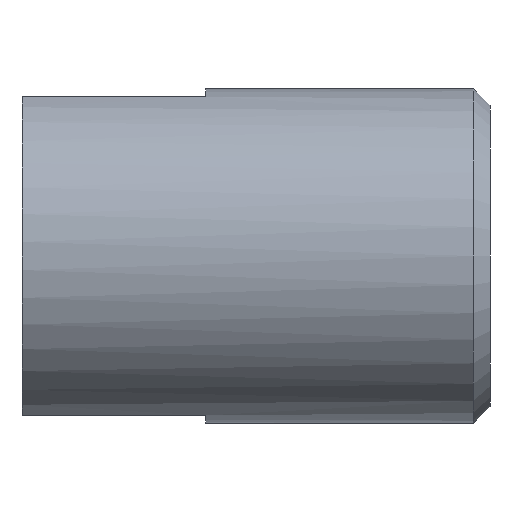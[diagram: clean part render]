
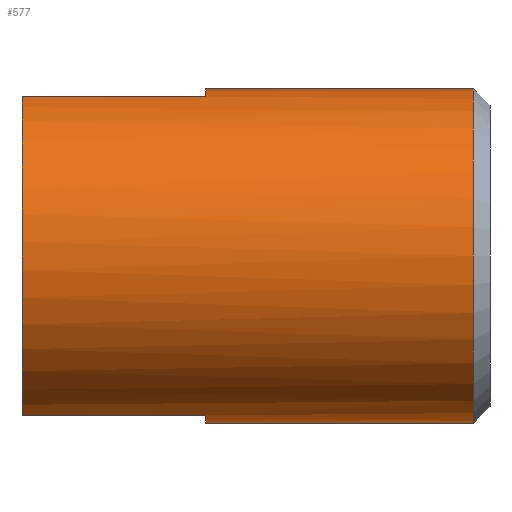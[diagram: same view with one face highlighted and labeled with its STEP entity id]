
A CAD part, left-side view. The second image highlights one B-rep face of the part: STEP entity #577.
In plain terms, the highlighted cylindrical face has radius 5 mm (diameter 10 mm), a partial arc.
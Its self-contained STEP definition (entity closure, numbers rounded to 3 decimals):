
#10 = CARTESIAN_POINT ( 'NONE',  ( -1.5, 1.5, -4.77 ) ) ;
#17 = DIRECTION ( 'NONE',  ( 0., 1., 0. ) ) ;
#18 = CARTESIAN_POINT ( 'NONE',  ( 0., 7., -5. ) ) ;
#31 = VERTEX_POINT ( 'NONE', #433 ) ;
#50 = DIRECTION ( 'NONE',  ( 0., -1., 0. ) ) ;
#53 = EDGE_CURVE ( 'NONE', #491, #355, #129, .T. ) ;
#55 = ORIENTED_EDGE ( 'NONE', *, *, #346, .T. ) ;
#59 = EDGE_LOOP ( 'NONE', ( #586, #330, #201, #416, #258, #439, #60, #55 ) ) ;
#60 = ORIENTED_EDGE ( 'NONE', *, *, #518, .T. ) ;
#68 = CARTESIAN_POINT ( 'NONE',  ( 0., 7., 0. ) ) ;
#72 = CARTESIAN_POINT ( 'NONE',  ( 0., -6.5, 0. ) ) ;
#75 = CYLINDRICAL_SURFACE ( 'NONE', #471, 5. ) ;
#85 = CARTESIAN_POINT ( 'NONE',  ( 0., -6.5, -5. ) ) ;
#111 = EDGE_CURVE ( 'NONE', #361, #470, #277, .T. ) ;
#118 = LINE ( 'NONE', #506, #252 ) ;
#122 = AXIS2_PLACEMENT_3D ( 'NONE', #322, #220, #555 ) ;
#127 = FACE_OUTER_BOUND ( 'NONE', #59, .T. ) ;
#129 = CIRCLE ( 'NONE', #482, 5. ) ;
#146 = VECTOR ( 'NONE', #522, 1000. ) ;
#163 = CARTESIAN_POINT ( 'NONE',  ( -1.5, 1.5, 4.77 ) ) ;
#172 = CARTESIAN_POINT ( 'NONE',  ( -1.5, 7., 4.77 ) ) ;
#173 = DIRECTION ( 'NONE',  ( 0., 0., 1. ) ) ;
#184 = CARTESIAN_POINT ( 'NONE',  ( 0., 7., 5. ) ) ;
#188 = VECTOR ( 'NONE', #602, 1000. ) ;
#200 = CARTESIAN_POINT ( 'NONE',  ( 0., 1.5, 0. ) ) ;
#201 = ORIENTED_EDGE ( 'NONE', *, *, #259, .T. ) ;
#212 = EDGE_CURVE ( 'NONE', #31, #491, #231, .T. ) ;
#220 = DIRECTION ( 'NONE',  ( 0., 1., 0. ) ) ;
#231 = LINE ( 'NONE', #614, #146 ) ;
#233 = CARTESIAN_POINT ( 'NONE',  ( 0., 1.5, 5. ) ) ;
#237 = VERTEX_POINT ( 'NONE', #172 ) ;
#247 = VERTEX_POINT ( 'NONE', #163 ) ;
#251 = CIRCLE ( 'NONE', #605, 5. ) ;
#252 = VECTOR ( 'NONE', #17, 1000. ) ;
#258 = ORIENTED_EDGE ( 'NONE', *, *, #212, .T. ) ;
#259 = EDGE_CURVE ( 'NONE', #247, #237, #118, .T. ) ;
#272 = DIRECTION ( 'NONE',  ( 0., 0., -1. ) ) ;
#277 = LINE ( 'NONE', #184, #188 ) ;
#286 = CARTESIAN_POINT ( 'NONE',  ( 0., 1.5, 0. ) ) ;
#317 = DIRECTION ( 'NONE',  ( 0., 0., -1. ) ) ;
#322 = CARTESIAN_POINT ( 'NONE',  ( 0., 7., 0. ) ) ;
#323 = DIRECTION ( 'NONE',  ( 0., 1., 0. ) ) ;
#330 = ORIENTED_EDGE ( 'NONE', *, *, #528, .T. ) ;
#346 = EDGE_CURVE ( 'NONE', #594, #470, #584, .T. ) ;
#355 = VERTEX_POINT ( 'NONE', #463 ) ;
#361 = VERTEX_POINT ( 'NONE', #233 ) ;
#379 = DIRECTION ( 'NONE',  ( 0., -1., 0. ) ) ;
#390 = VECTOR ( 'NONE', #50, 1000. ) ;
#395 = DIRECTION ( 'NONE',  ( 0., -1., 0. ) ) ;
#397 = AXIS2_PLACEMENT_3D ( 'NONE', #72, #323, #173 ) ;
#416 = ORIENTED_EDGE ( 'NONE', *, *, #529, .F. ) ;
#433 = CARTESIAN_POINT ( 'NONE',  ( -1.5, 7., -4.77 ) ) ;
#439 = ORIENTED_EDGE ( 'NONE', *, *, #53, .T. ) ;
#455 = LINE ( 'NONE', #18, #390 ) ;
#463 = CARTESIAN_POINT ( 'NONE',  ( 0., 1.5, -5. ) ) ;
#470 = VERTEX_POINT ( 'NONE', #593 ) ;
#471 = AXIS2_PLACEMENT_3D ( 'NONE', #68, #474, #317 ) ;
#474 = DIRECTION ( 'NONE',  ( 0., -1., 0. ) ) ;
#481 = DIRECTION ( 'NONE',  ( 0., 0., -1. ) ) ;
#482 = AXIS2_PLACEMENT_3D ( 'NONE', #286, #379, #481 ) ;
#491 = VERTEX_POINT ( 'NONE', #10 ) ;
#506 = CARTESIAN_POINT ( 'NONE',  ( -1.5, 7., 4.77 ) ) ;
#518 = EDGE_CURVE ( 'NONE', #355, #594, #455, .T. ) ;
#522 = DIRECTION ( 'NONE',  ( 0., -1., 0. ) ) ;
#528 = EDGE_CURVE ( 'NONE', #361, #247, #251, .T. ) ;
#529 = EDGE_CURVE ( 'NONE', #31, #237, #580, .T. ) ;
#555 = DIRECTION ( 'NONE',  ( 0., 0., 1. ) ) ;
#577 = ADVANCED_FACE ( 'NONE', ( #127 ), #75, .T. ) ;
#580 = CIRCLE ( 'NONE', #122, 5. ) ;
#584 = CIRCLE ( 'NONE', #397, 5. ) ;
#586 = ORIENTED_EDGE ( 'NONE', *, *, #111, .F. ) ;
#593 = CARTESIAN_POINT ( 'NONE',  ( 0., -6.5, 5. ) ) ;
#594 = VERTEX_POINT ( 'NONE', #85 ) ;
#602 = DIRECTION ( 'NONE',  ( 0., -1., 0. ) ) ;
#605 = AXIS2_PLACEMENT_3D ( 'NONE', #200, #395, #272 ) ;
#614 = CARTESIAN_POINT ( 'NONE',  ( -1.5, 7., -4.77 ) ) ;
